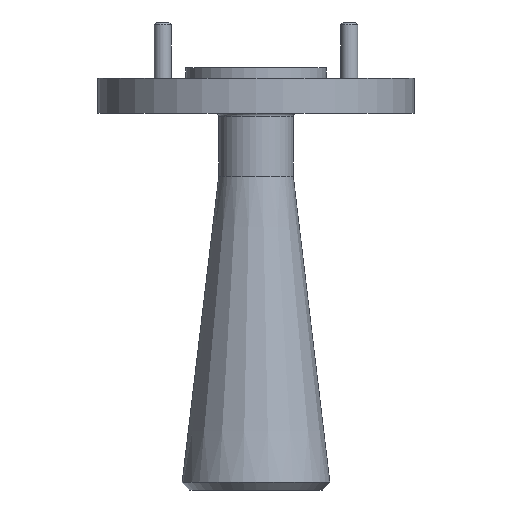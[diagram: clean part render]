
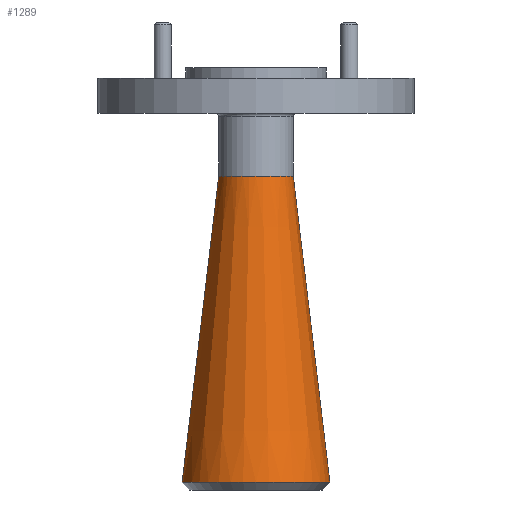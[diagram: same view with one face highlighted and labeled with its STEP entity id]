
A CAD part, front view. The second image highlights one B-rep face of the part: STEP entity #1289.
In plain terms, the highlighted conical face has half-angle 6.815 degrees and reference radius 3.365 mm.
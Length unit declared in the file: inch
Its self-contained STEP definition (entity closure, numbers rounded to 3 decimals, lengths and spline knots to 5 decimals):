
#82 = CIRCLE ( 'NONE', #1113, 0.26255 ) ;
#88 = DIRECTION ( 'NONE',  ( -0.119, 0., -0.993 ) ) ;
#103 = ORIENTED_EDGE ( 'NONE', *, *, #1760, .T. ) ;
#146 = CARTESIAN_POINT ( 'NONE',  ( -0.1325, 0., -0.348 ) ) ;
#252 = ORIENTED_EDGE ( 'NONE', *, *, #841, .T. ) ;
#259 = VERTEX_POINT ( 'NONE', #146 ) ;
#381 = VERTEX_POINT ( 'NONE', #424 ) ;
#424 = CARTESIAN_POINT ( 'NONE',  ( -0.26255, 0., -1.4362 ) ) ;
#461 = DIRECTION ( 'NONE',  ( -1., 0., 0. ) ) ;
#475 = CARTESIAN_POINT ( 'NONE',  ( 0., 0., -1.4362 ) ) ;
#486 = DIRECTION ( 'NONE',  ( -1., 0., 0. ) ) ;
#523 = LINE ( 'NONE', #1912, #721 ) ;
#531 = AXIS2_PLACEMENT_3D ( 'NONE', #1442, #667, #461 ) ;
#564 = VERTEX_POINT ( 'NONE', #796 ) ;
#576 = CONICAL_SURFACE ( 'NONE', #1672, 0.1325, 0.119 ) ;
#637 = CARTESIAN_POINT ( 'NONE',  ( 0.1325, 0., -0.348 ) ) ;
#667 = DIRECTION ( 'NONE',  ( 0., 0., -1. ) ) ;
#718 = FACE_OUTER_BOUND ( 'NONE', #1452, .T. ) ;
#721 = VECTOR ( 'NONE', #88, 39.37008 ) ;
#796 = CARTESIAN_POINT ( 'NONE',  ( 0.26255, 0., -1.4362 ) ) ;
#823 = EDGE_CURVE ( 'NONE', #1326, #564, #1837, .T. ) ;
#841 = EDGE_CURVE ( 'NONE', #1326, #259, #951, .T. ) ;
#951 = CIRCLE ( 'NONE', #531, 0.1325 ) ;
#1053 = ORIENTED_EDGE ( 'NONE', *, *, #823, .F. ) ;
#1082 = DIRECTION ( 'NONE',  ( 0.119, 0., -0.993 ) ) ;
#1094 = DIRECTION ( 'NONE',  ( 0., 0., 1. ) ) ;
#1111 = VECTOR ( 'NONE', #1082, 39.37008 ) ;
#1113 = AXIS2_PLACEMENT_3D ( 'NONE', #475, #1094, #486 ) ;
#1289 = ADVANCED_FACE ( 'NONE', ( #718 ), #576, .T. ) ;
#1326 = VERTEX_POINT ( 'NONE', #637 ) ;
#1417 = DIRECTION ( 'NONE',  ( 0., 0., -1. ) ) ;
#1442 = CARTESIAN_POINT ( 'NONE',  ( 0., 0., -0.348 ) ) ;
#1452 = EDGE_LOOP ( 'NONE', ( #1053, #252, #103, #1754 ) ) ;
#1484 = CARTESIAN_POINT ( 'NONE',  ( 0., 0., -0.348 ) ) ;
#1588 = CARTESIAN_POINT ( 'NONE',  ( 0.1325, 0., -0.348 ) ) ;
#1672 = AXIS2_PLACEMENT_3D ( 'NONE', #1484, #1417, #1883 ) ;
#1754 = ORIENTED_EDGE ( 'NONE', *, *, #1984, .T. ) ;
#1760 = EDGE_CURVE ( 'NONE', #259, #381, #523, .T. ) ;
#1837 = LINE ( 'NONE', #1588, #1111 ) ;
#1883 = DIRECTION ( 'NONE',  ( -1., 0., 0. ) ) ;
#1912 = CARTESIAN_POINT ( 'NONE',  ( -0.1325, 0., -0.348 ) ) ;
#1984 = EDGE_CURVE ( 'NONE', #381, #564, #82, .T. ) ;
